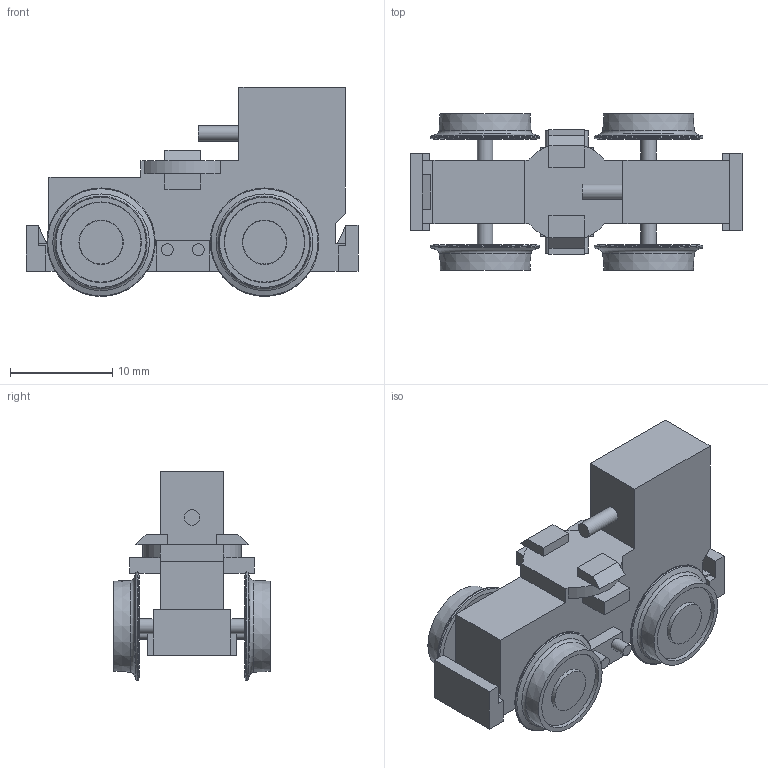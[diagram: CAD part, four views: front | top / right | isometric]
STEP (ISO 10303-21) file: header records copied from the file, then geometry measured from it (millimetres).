
FILE_DESCRIPTION( ( 'Unknown' ), '1' );
FILE_NAME( '1400 - 16 - H0m 8.stp', 'Unknown', ( 'Unknown' ), ( 'Unknown' ), 'XStep 1.0', 'Unknown', ' ' );
FILE_SCHEMA( ( 'automotive_design' ) );
Length unit declared in the file: millimetre
Products named in the file (1): 1
Bounding box: 32.5 x 15.3 x 20.46 mm (x, y, z)
Surface area: 2772.4 mm2 (no closed solid volume)
Topology: 0 solids, 146 shells, 146 faces, 658 edges, 614 vertices
Faces by surface type: plane 101, cone 20, cylinder 13, torus 12
Full cylindrical faces by diameter (mm): 1.15 x4, 1.5 x3, 10.624 x4
Entity records: 7512 total; most frequent: CARTESIAN_POINT 1363, DIRECTION 1058, ORIENTED_EDGE 608, EDGE_CURVE 608, VERTEX_POINT 608, LINE 452, VECTOR 452, AXIS2_PLACEMENT_3D 303
